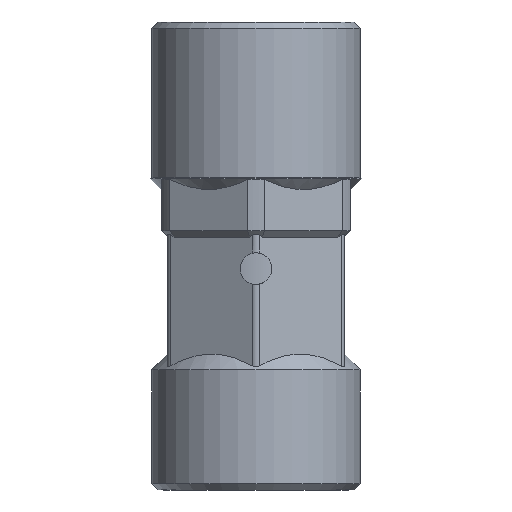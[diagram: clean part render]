
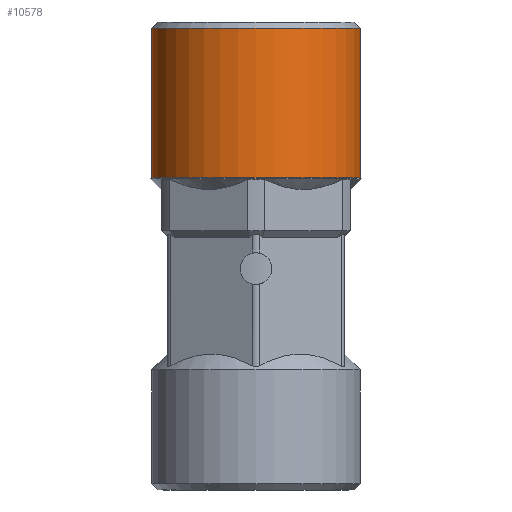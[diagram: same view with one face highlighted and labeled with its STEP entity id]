
A CAD part, front view. The second image highlights one B-rep face of the part: STEP entity #10578.
In plain terms, the highlighted cylindrical face has radius 8.25 mm (diameter 16.5 mm), a partial arc.
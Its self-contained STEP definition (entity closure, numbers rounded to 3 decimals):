
#2380 = CYLINDRICAL_SURFACE ( 'NONE', #2858, 8.25 ) ;
#2393 = FACE_OUTER_BOUND ( 'NONE', #15307, .T. ) ;
#2858 = AXIS2_PLACEMENT_3D ( 'NONE', #4290, #4291, #4289 ) ;
#3561 = LINE ( 'NONE', #12069, #3575 ) ;
#3569 = LINE ( 'NONE', #12083, #3581 ) ;
#3575 = VECTOR ( 'NONE', #12077, 1000. ) ;
#3581 = VECTOR ( 'NONE', #12075, 1000. ) ;
#4289 = DIRECTION ( 'NONE',  ( -1., 0., 0. ) ) ;
#4290 = CARTESIAN_POINT ( 'NONE',  ( 0., 0., 0. ) ) ;
#4291 = DIRECTION ( 'NONE',  ( 0., 0., -1. ) ) ;
#5572 = VERTEX_POINT ( 'NONE', #16541 ) ;
#5575 = VERTEX_POINT ( 'NONE', #16537 ) ;
#5598 = VERTEX_POINT ( 'NONE', #10792 ) ;
#5599 = VERTEX_POINT ( 'NONE', #10791 ) ;
#7695 = CARTESIAN_POINT ( 'NONE',  ( 0., 0., 17.2 ) ) ;
#7696 = DIRECTION ( 'NONE',  ( 0., 0., -1. ) ) ;
#7697 = DIRECTION ( 'NONE',  ( -1., 0., 0. ) ) ;
#7818 = CIRCLE ( 'NONE', #11326, 8.25 ) ;
#7819 = CIRCLE ( 'NONE', #11328, 8.25 ) ;
#10578 = ADVANCED_FACE ( 'NONE', ( #2393 ), #2380, .T. ) ;
#10791 = CARTESIAN_POINT ( 'NONE',  ( -8.25, 0., 29. ) ) ;
#10792 = CARTESIAN_POINT ( 'NONE',  ( 8.25, 0., 29. ) ) ;
#11326 = AXIS2_PLACEMENT_3D ( 'NONE', #7695, #7696, #7697 ) ;
#11328 = AXIS2_PLACEMENT_3D ( 'NONE', #14099, #14100, #14101 ) ;
#12069 = CARTESIAN_POINT ( 'NONE',  ( 8.25, 0., 0. ) ) ;
#12075 = DIRECTION ( 'NONE',  ( 0., 0., -1. ) ) ;
#12077 = DIRECTION ( 'NONE',  ( 0., 0., -1. ) ) ;
#12083 = CARTESIAN_POINT ( 'NONE',  ( -8.25, 0., 0. ) ) ;
#14099 = CARTESIAN_POINT ( 'NONE',  ( 0., 0., 29. ) ) ;
#14100 = DIRECTION ( 'NONE',  ( 0., 0., -1. ) ) ;
#14101 = DIRECTION ( 'NONE',  ( -1., 0., 0. ) ) ;
#15307 = EDGE_LOOP ( 'NONE', ( #18592, #18593, #18594, #18595 ) ) ;
#15428 = EDGE_CURVE ( 'NONE', #5598, #5575, #3561, .T. ) ;
#15432 = EDGE_CURVE ( 'NONE', #5599, #5572, #3569, .T. ) ;
#16537 = CARTESIAN_POINT ( 'NONE',  ( 8.25, 0., 17.2 ) ) ;
#16541 = CARTESIAN_POINT ( 'NONE',  ( -8.25, 0., 17.2 ) ) ;
#18592 = ORIENTED_EDGE ( 'NONE', *, *, #15428, .F. ) ;
#18593 = ORIENTED_EDGE ( 'NONE', *, *, #20622, .T. ) ;
#18594 = ORIENTED_EDGE ( 'NONE', *, *, #15432, .T. ) ;
#18595 = ORIENTED_EDGE ( 'NONE', *, *, #20620, .F. ) ;
#20620 = EDGE_CURVE ( 'NONE', #5575, #5572, #7818, .T. ) ;
#20622 = EDGE_CURVE ( 'NONE', #5598, #5599, #7819, .T. ) ;
